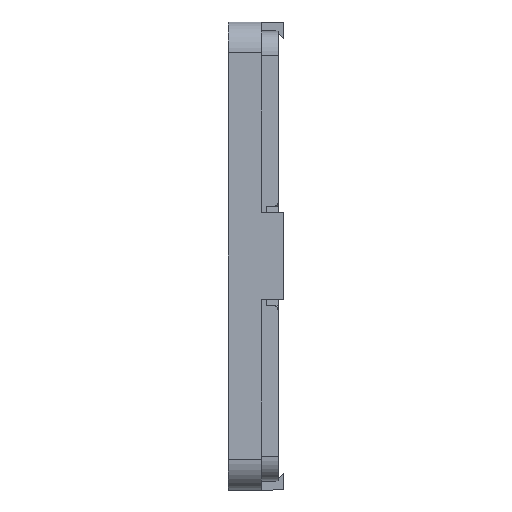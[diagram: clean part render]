
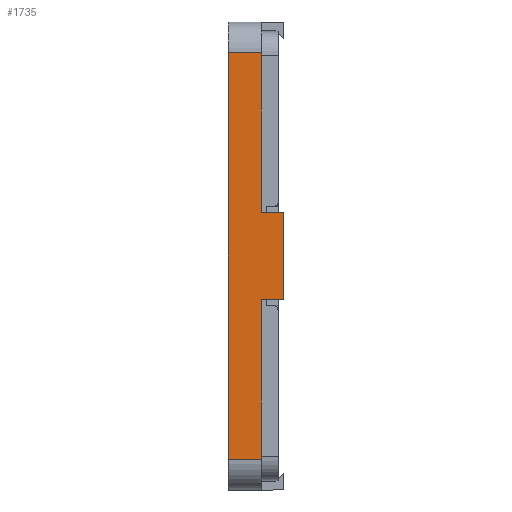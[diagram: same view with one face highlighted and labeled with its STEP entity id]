
A CAD part, left-side view. The second image highlights one B-rep face of the part: STEP entity #1735.
In plain terms, the highlighted face is planar.
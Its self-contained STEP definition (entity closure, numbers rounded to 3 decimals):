
#124 = CARTESIAN_POINT ( 'NONE',  ( 41.65, -4., -7.8 ) ) ;
#247 = ORIENTED_EDGE ( 'NONE', *, *, #6616, .T. ) ;
#357 = VECTOR ( 'NONE', #8845, 1000. ) ;
#592 = DIRECTION ( 'NONE',  ( 0., -1., 0. ) ) ;
#802 = VERTEX_POINT ( 'NONE', #3207 ) ;
#911 = DIRECTION ( 'NONE',  ( -1., 0., 0. ) ) ;
#952 = DIRECTION ( 'NONE',  ( 0., -1., 0. ) ) ;
#1080 = CARTESIAN_POINT ( 'NONE',  ( 41.65, 0., 36.15 ) ) ;
#1491 = CARTESIAN_POINT ( 'NONE',  ( 41.65, 0., 7.8 ) ) ;
#1735 = ADVANCED_FACE ( 'NONE', ( #10047 ), #6781, .F. ) ;
#1782 = VERTEX_POINT ( 'NONE', #124 ) ;
#1794 = EDGE_CURVE ( 'NONE', #1782, #4623, #2775, .T. ) ;
#2131 = VECTOR ( 'NONE', #592, 1000. ) ;
#2183 = EDGE_CURVE ( 'NONE', #5357, #9078, #3568, .T. ) ;
#2298 = CARTESIAN_POINT ( 'NONE',  ( 41.65, 5.9, 36.15 ) ) ;
#2364 = LINE ( 'NONE', #2927, #357 ) ;
#2410 = LINE ( 'NONE', #2298, #2131 ) ;
#2611 = AXIS2_PLACEMENT_3D ( 'NONE', #9341, #911, #6822 ) ;
#2772 = CARTESIAN_POINT ( 'NONE',  ( 41.65, -4., 7.8 ) ) ;
#2775 = LINE ( 'NONE', #5182, #9248 ) ;
#2927 = CARTESIAN_POINT ( 'NONE',  ( 41.65, 0., -36.15 ) ) ;
#3194 = ORIENTED_EDGE ( 'NONE', *, *, #4925, .T. ) ;
#3207 = CARTESIAN_POINT ( 'NONE',  ( 41.65, 5.9, -36.15 ) ) ;
#3478 = ORIENTED_EDGE ( 'NONE', *, *, #2183, .F. ) ;
#3553 = ORIENTED_EDGE ( 'NONE', *, *, #9461, .F. ) ;
#3568 = LINE ( 'NONE', #1491, #10039 ) ;
#3699 = CARTESIAN_POINT ( 'NONE',  ( 41.65, 0., 7.8 ) ) ;
#3717 = VECTOR ( 'NONE', #8690, 1000. ) ;
#3995 = CARTESIAN_POINT ( 'NONE',  ( 41.65, 0., -7.8 ) ) ;
#4554 = VECTOR ( 'NONE', #8537, 1000. ) ;
#4623 = VERTEX_POINT ( 'NONE', #3995 ) ;
#4714 = CARTESIAN_POINT ( 'NONE',  ( 41.65, -4., 7.8 ) ) ;
#4761 = EDGE_CURVE ( 'NONE', #802, #9205, #7028, .T. ) ;
#4925 = EDGE_CURVE ( 'NONE', #9261, #10141, #2410, .T. ) ;
#5143 = CARTESIAN_POINT ( 'NONE',  ( 41.65, 5.9, -36.15 ) ) ;
#5182 = CARTESIAN_POINT ( 'NONE',  ( 41.65, 0., -7.8 ) ) ;
#5357 = VERTEX_POINT ( 'NONE', #4714 ) ;
#5645 = CARTESIAN_POINT ( 'NONE',  ( 41.65, 0., -36.15 ) ) ;
#5723 = EDGE_CURVE ( 'NONE', #5357, #1782, #6473, .T. ) ;
#5773 = ORIENTED_EDGE ( 'NONE', *, *, #1794, .T. ) ;
#5895 = ORIENTED_EDGE ( 'NONE', *, *, #8543, .T. ) ;
#6013 = CARTESIAN_POINT ( 'NONE',  ( 41.65, 5.9, -36.15 ) ) ;
#6093 = VECTOR ( 'NONE', #10183, 1000. ) ;
#6473 = LINE ( 'NONE', #2772, #3717 ) ;
#6616 = EDGE_CURVE ( 'NONE', #4623, #9205, #10888, .T. ) ;
#6781 = PLANE ( 'NONE',  #2611 ) ;
#6822 = DIRECTION ( 'NONE',  ( 0., 0., 1. ) ) ;
#6887 = DIRECTION ( 'NONE',  ( 0., 1., 0. ) ) ;
#7028 = LINE ( 'NONE', #5143, #8494 ) ;
#7296 = EDGE_LOOP ( 'NONE', ( #5895, #3478, #8131, #5773, #247, #7469, #3553, #3194 ) ) ;
#7469 = ORIENTED_EDGE ( 'NONE', *, *, #4761, .F. ) ;
#7511 = DIRECTION ( 'NONE',  ( 0., 1., 0. ) ) ;
#7624 = CARTESIAN_POINT ( 'NONE',  ( 41.65, 0., -36.15 ) ) ;
#8131 = ORIENTED_EDGE ( 'NONE', *, *, #5723, .T. ) ;
#8494 = VECTOR ( 'NONE', #952, 1000. ) ;
#8537 = DIRECTION ( 'NONE',  ( 0., 0., -1. ) ) ;
#8543 = EDGE_CURVE ( 'NONE', #10141, #9078, #2364, .T. ) ;
#8690 = DIRECTION ( 'NONE',  ( 0., 0., -1. ) ) ;
#8810 = LINE ( 'NONE', #6013, #4554 ) ;
#8845 = DIRECTION ( 'NONE',  ( 0., 0., -1. ) ) ;
#9078 = VERTEX_POINT ( 'NONE', #3699 ) ;
#9205 = VERTEX_POINT ( 'NONE', #5645 ) ;
#9248 = VECTOR ( 'NONE', #6887, 1000. ) ;
#9261 = VERTEX_POINT ( 'NONE', #10808 ) ;
#9341 = CARTESIAN_POINT ( 'NONE',  ( 41.65, 5.9, -36.15 ) ) ;
#9461 = EDGE_CURVE ( 'NONE', #9261, #802, #8810, .T. ) ;
#10039 = VECTOR ( 'NONE', #7511, 1000. ) ;
#10047 = FACE_OUTER_BOUND ( 'NONE', #7296, .T. ) ;
#10141 = VERTEX_POINT ( 'NONE', #1080 ) ;
#10183 = DIRECTION ( 'NONE',  ( 0., 0., -1. ) ) ;
#10808 = CARTESIAN_POINT ( 'NONE',  ( 41.65, 5.9, 36.15 ) ) ;
#10888 = LINE ( 'NONE', #7624, #6093 ) ;
